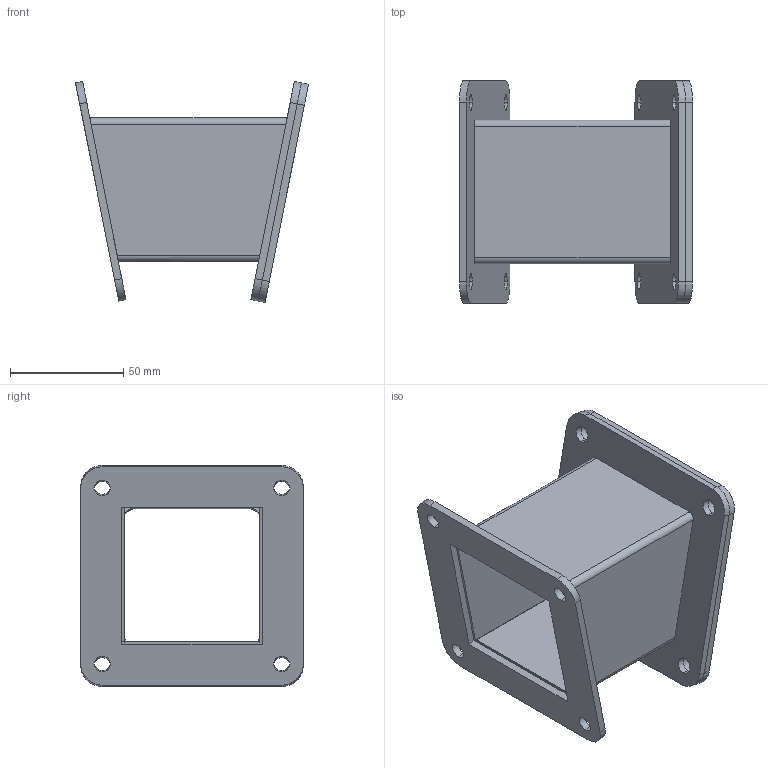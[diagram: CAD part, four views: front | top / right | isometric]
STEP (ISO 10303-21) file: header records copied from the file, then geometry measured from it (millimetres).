
FILE_DESCRIPTION (( 'STEP AP203' ), '1' );
FILE_NAME ('1487B2P.step', '2024-04-25T14:23:44', ( '' ), ( '' ), 'SwSTEP 2.0', 'SolidWorks 2023', '' );
FILE_SCHEMA (( 'CONFIG_CONTROL_DESIGN' ));
Length unit declared in the file: inch
Products named in the file (1): 1487B2P
Bounding box: 103.03 x 98.42 x 97.77 mm (x, y, z)
Volume: 86139.9 mm3; surface area: 77766.9 mm2
Topology: 4 solids, 4 shells, 102 faces, 278 edges, 184 vertices
Faces by surface type: cylinder 54, plane 48
Entity records: 3403 total; most frequent: CARTESIAN_POINT 595, DIRECTION 578, ORIENTED_EDGE 556, EDGE_CURVE 278, AXIS2_PLACEMENT_3D 207, VERTEX_POINT 184, LINE 164, VECTOR 164
